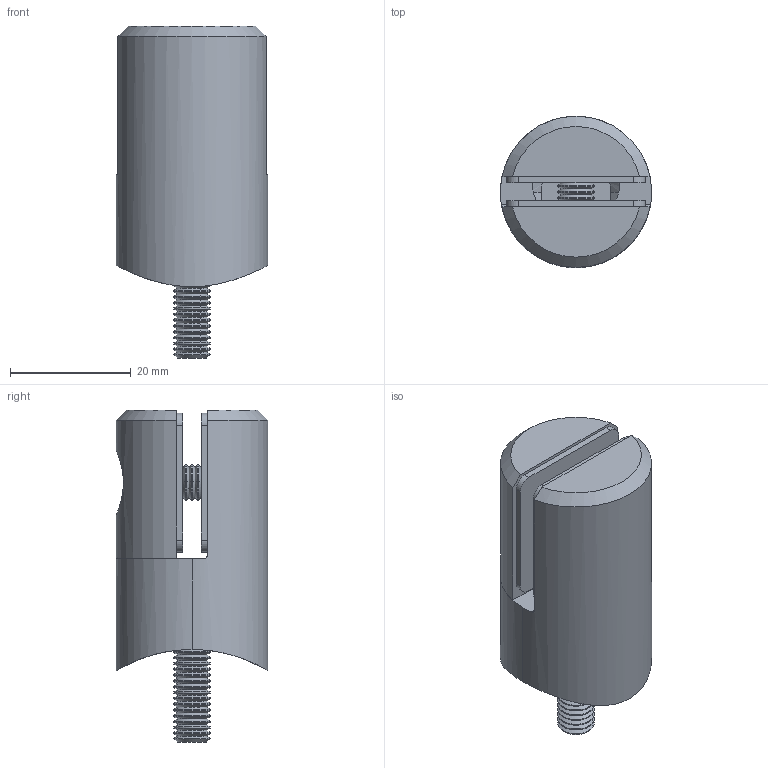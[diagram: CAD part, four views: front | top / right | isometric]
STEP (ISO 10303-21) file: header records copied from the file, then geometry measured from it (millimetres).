
FILE_DESCRIPTION (( 'STEP AP203' ), '1' );
FILE_NAME ('55338-240.step', '2017-07-21T08:08:33', ( '' ), ( '' ), 'SwSTEP 2.0', 'SolidWorks 2015', '' );
FILE_SCHEMA (( 'CONFIG_CONTROL_DESIGN' ));
Length unit declared in the file: millimetre
Products named in the file (6): 5533X-240 Teil2_5533X-240 Teil2; 5533x-240 Teil3_5533x-240 Teil3; socket head cap screw_din_DIN 912 M6 x 12 --- 12S; 5533X-240 Teil1_55338-240 Teil1; socket countersunk head screw_din_DIN 7991 - M6 x 25 --- 25S; 55338-240
Assembly tree (6 placements, depth 2):
  55338-240
    5533X-240 Teil1_55338-240 Teil1
    5533x-240 Teil3_5533x-240 Teil3  x2
    5533X-240 Teil2_5533X-240 Teil2
    socket head cap screw_din_DIN 912 M6 x 12 --- 12S
    socket countersunk head screw_din_DIN 7991 - M6 x 25 --- 25S
Bounding box: 25 x 25 x 54.88 mm (x, y, z)
Volume: 15388.9 mm3; surface area: 10523.1 mm2
Topology: 6 solids, 6 shells, 850 faces, 2180 edges, 1373 vertices
Faces by surface type: cylinder 238, plane 210, cone 156, bspline 156, torus 90
Entity records: 28706 total; most frequent: CARTESIAN_POINT 12150, ORIENTED_EDGE 3524, DIRECTION 3012, EDGE_CURVE 1762, VERTEX_POINT 1121, AXIS2_PLACEMENT_3D 1093, LINE 826, VECTOR 826
